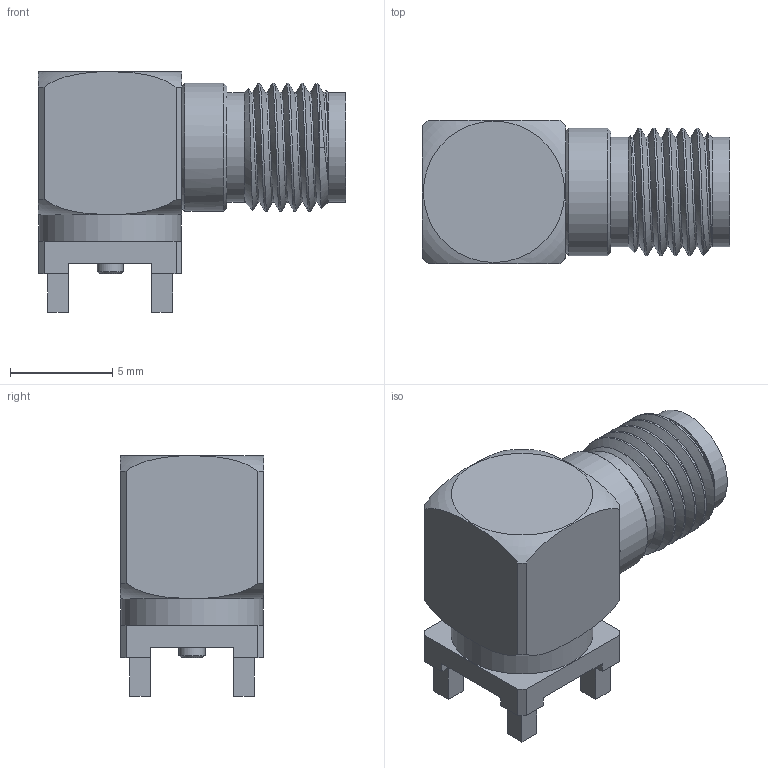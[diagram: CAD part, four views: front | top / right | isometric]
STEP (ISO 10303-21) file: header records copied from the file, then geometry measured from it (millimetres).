
FILE_DESCRIPTION(/* description */ ('Unknown'),/* implementation_level */ '2;1');
FILE_NAME(/* name */ '60316002111357',/* time_stamp */ '2024-08-06T15:31:49+02:00',/* author */ ('Unknown'),/* organization */ ('Unknown'),/* preprocessor_version */ 'ST-DEVELOPER v19.4',/* originating_system */ 'Solid Edge',/* authorisation */ 'Unknown');
FILE_SCHEMA (('AUTOMOTIVE_DESIGN {1 0 10303 214 3 1 1}'));
Length unit declared in the file: millimetre
Products named in the file (6): 60316002111357; 60316002111357_Shielding; 60316002111357_Shielding2; 60316002111357_Signalpin; 60316002111357_insulator; 60316002111357_insulator2
Assembly tree (5 placements, depth 2):
  60316002111357
    60316002111357_Shielding
    60316002111357_Shielding2
    60316002111357_Signalpin
    60316002111357_insulator
    60316002111357_insulator2
Bounding box: 15 x 7 x 11.76 mm (x, y, z)
Volume: 581.2 mm3; surface area: 1147.3 mm2
Topology: 26 solids, 26 shells, 404 faces, 934 edges, 611 vertices
Faces by surface type: plane 254, cylinder 91, cone 53, bspline 3, torus 3
Full cylindrical faces by diameter (mm): 1.27 x4, 2.85 x1, 2.86 x1, 4.1 x4, 4.6 x1, 5.12 x2, 5.35 x2, 6.24 x1, 6.95 x1
Entity records: 12467 total; most frequent: CARTESIAN_POINT 3179, DIRECTION 1878, ORIENTED_EDGE 1784, EDGE_CURVE 892, AXIS2_PLACEMENT_3D 717, VERTEX_POINT 600, FACE_BOUND 470, EDGE_LOOP 469
